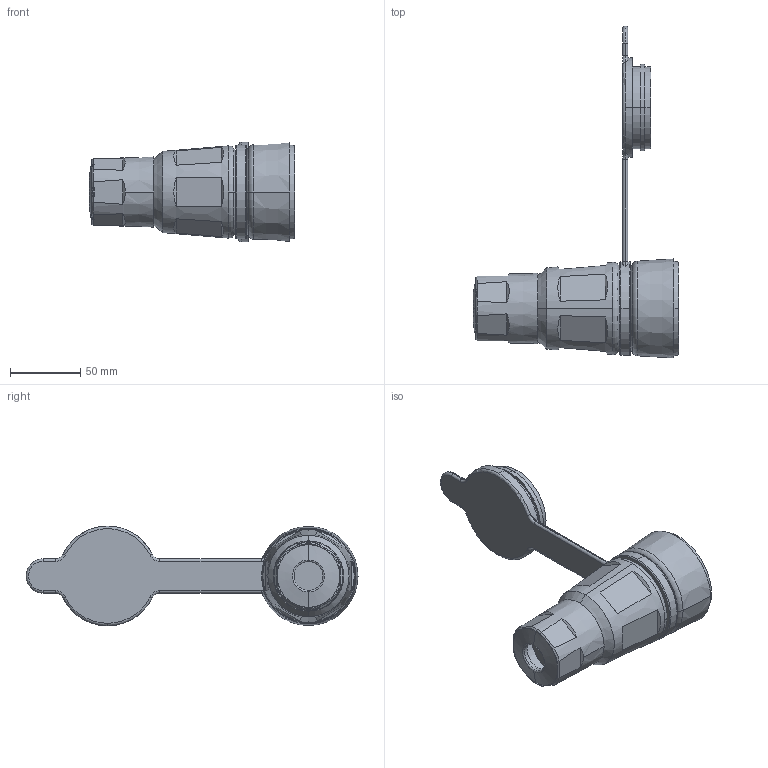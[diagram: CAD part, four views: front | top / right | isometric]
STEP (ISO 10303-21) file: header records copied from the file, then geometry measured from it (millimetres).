
FILE_DESCRIPTION (( 'STEP AP214' ), '1' );
FILE_NAME ('BRY29W76.step', '2016-08-29T19:15:54', ( '' ), ( '' ), 'SwSTEP 2.0', 'SolidWorks 2016', '' );
FILE_SCHEMA (( 'AUTOMOTIVE_DESIGN' ));
Length unit declared in the file: inch
Products named in the file (3): BRY29W-CAP; BRY29W76-CONNECTOR; BRY29W76
Assembly tree (2 placements, depth 2):
  BRY29W76
    BRY29W76-CONNECTOR
    BRY29W-CAP
Bounding box: 145.82 x 236 x 70.75 mm (x, y, z)
Volume: 353003.2 mm3; surface area: 90761.6 mm2
Topology: 5 solids, 5 shells, 183 faces, 433 edges, 273 vertices
Faces by surface type: plane 76, cylinder 51, torus 35, cone 21
Entity records: 5580 total; most frequent: CARTESIAN_POINT 1184, DIRECTION 931, ORIENTED_EDGE 866, EDGE_CURVE 433, AXIS2_PLACEMENT_3D 392, VERTEX_POINT 273, EDGE_LOOP 210, CIRCLE 204
